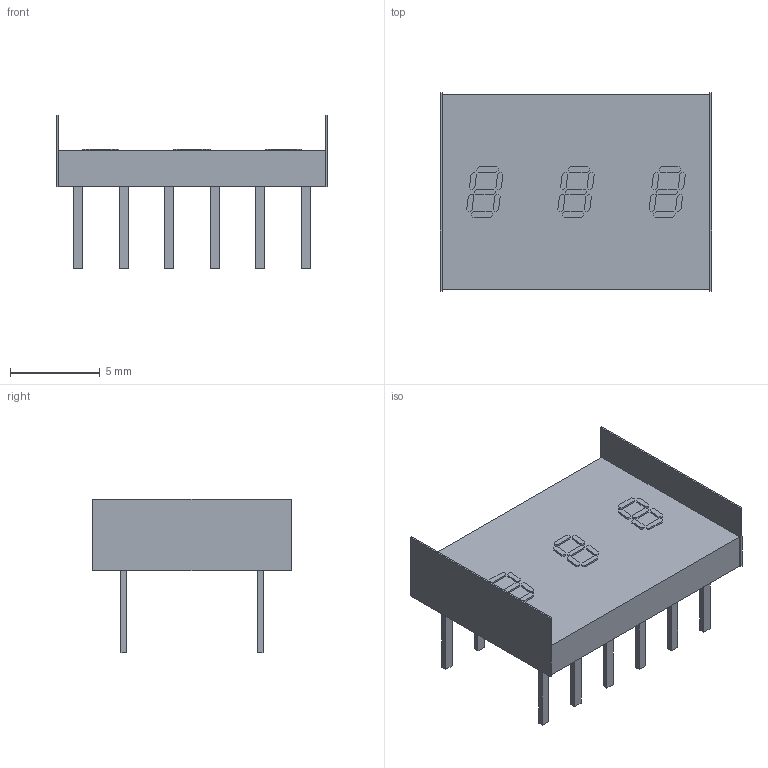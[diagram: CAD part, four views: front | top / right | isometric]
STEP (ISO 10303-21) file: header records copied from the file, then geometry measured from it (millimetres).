
FILE_DESCRIPTION((''),'2;1');
FILE_NAME('DS_SIEMENS_DL-330M_Part1.stp','2014-02-04T10:16:08',(''),(''),'Mechanical Desktop 2011','Mechanical Desktop 2011',', , ');
FILE_SCHEMA(('AUTOMOTIVE_DESIGN { 1 2 10303 214 1 1 1 1 }'));
Length unit declared in the file: millimetre
Products named in the file (1): Product
Bounding box: 15.11 x 11.05 x 8.57 mm (x, y, z)
Volume: 341.4 mm3; surface area: 719.5 mm2
Topology: 36 solids, 36 shells, 297 faces, 675 edges, 450 vertices
Faces by surface type: plane 291, bspline 6
Entity records: 8173 total; most frequent: CARTESIAN_POINT 1441, ORIENTED_EDGE 1350, DIRECTION 1259, VECTOR 675, LINE 675, EDGE_CURVE 675, VERTEX_POINT 450, EDGE_LOOP 297
